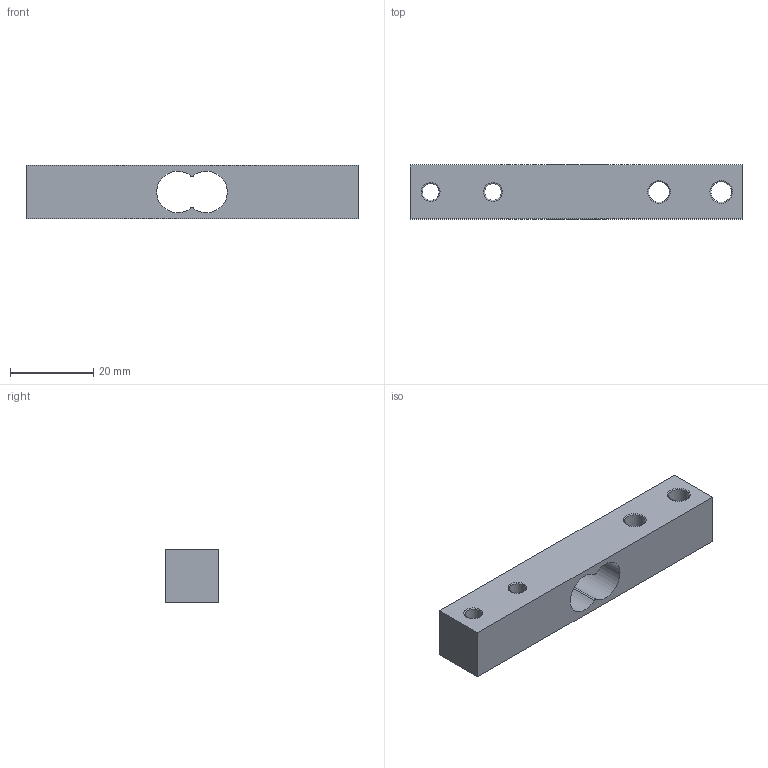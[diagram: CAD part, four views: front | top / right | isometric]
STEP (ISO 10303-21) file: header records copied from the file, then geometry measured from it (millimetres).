
FILE_DESCRIPTION(/* description */ (''),/* implementation_level */ '2;1');
FILE_NAME(/* name */ 'Loadcell_5kg v7.step',/* time_stamp */ '2021-12-16T14:16:50+01:00',/* author */ (''),/* organization */ (''),/* preprocessor_version */ 'ST-DEVELOPER v18.1',/* originating_system */ 'Autodesk Translation Framework v10.10.0.1391',/* authorisation */ '');
FILE_SCHEMA (('AUTOMOTIVE_DESIGN { 1 0 10303 214 3 1 1 }'));
Length unit declared in the file: millimetre
Products named in the file (2): Loadcell_5kg; Rod
Assembly tree (1 placements, depth 2):
  Loadcell_5kg
    Rod
Bounding box: 80 x 13 x 13 mm (x, y, z)
Volume: 10830.2 mm3; surface area: 5413.3 mm2
Topology: 1 solids, 1 shells, 22 faces, 56 edges, 36 vertices
Faces by surface type: cylinder 8, torus 8, plane 6
Full cylindrical faces by diameter (mm): 4 x2, 5 x2
Entity records: 764 total; most frequent: DIRECTION 142, CARTESIAN_POINT 117, ORIENTED_EDGE 112, AXIS2_PLACEMENT_3D 61, EDGE_CURVE 56, CIRCLE 36, VERTEX_POINT 36, EDGE_LOOP 32
